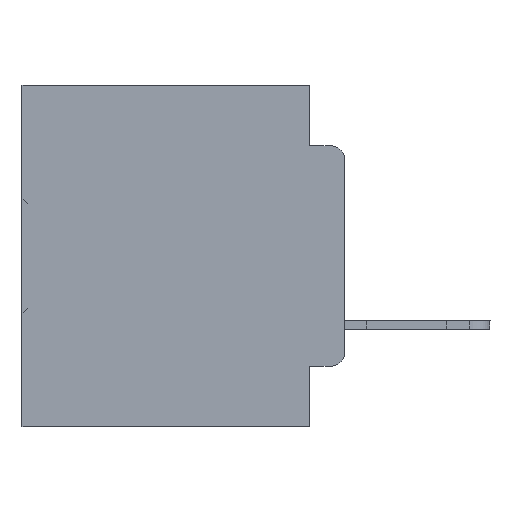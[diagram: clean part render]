
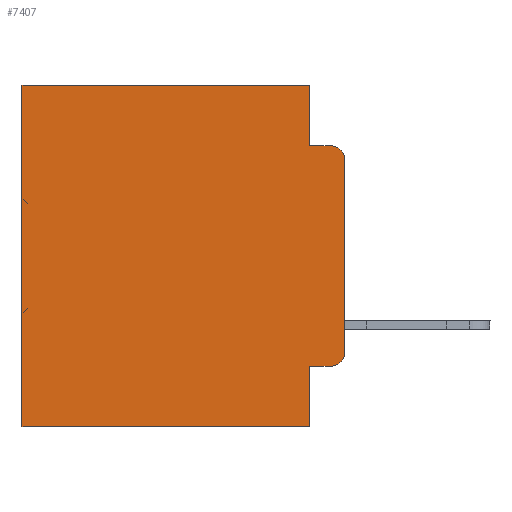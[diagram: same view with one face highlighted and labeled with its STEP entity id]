
A CAD part, left-side view. The second image highlights one B-rep face of the part: STEP entity #7407.
In plain terms, the highlighted planar face has unit normal (-1, 0, 0).
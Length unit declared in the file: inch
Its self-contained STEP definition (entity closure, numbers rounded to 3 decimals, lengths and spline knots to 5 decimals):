
#128 = CARTESIAN_POINT ( 'NONE',  ( 0.298, 0.02, -0.0885 ) ) ;
#691 = CARTESIAN_POINT ( 'NONE',  ( 0.298, 0., -0.3915 ) ) ;
#984 = DIRECTION ( 'NONE',  ( 0., -1., 0. ) ) ;
#998 = CARTESIAN_POINT ( 'NONE',  ( 0.298, 0.051, -0.4115 ) ) ;
#2021 = ORIENTED_EDGE ( 'NONE', *, *, #17486, .F. ) ;
#2142 = CARTESIAN_POINT ( 'NONE',  ( 0.298, 0., 0. ) ) ;
#2174 = VERTEX_POINT ( 'NONE', #21256 ) ;
#2591 = ORIENTED_EDGE ( 'NONE', *, *, #10216, .T. ) ;
#4409 = ORIENTED_EDGE ( 'NONE', *, *, #26775, .T. ) ;
#4537 = DIRECTION ( 'NONE',  ( 0., -1., 0. ) ) ;
#6622 = LINE ( 'NONE', #29302, #22535 ) ;
#6656 = DIRECTION ( 'NONE',  ( -1., 0., 0. ) ) ;
#7136 = EDGE_CURVE ( 'NONE', #35941, #7959, #25178, .T. ) ;
#7333 = CIRCLE ( 'NONE', #35924, 0.02 ) ;
#7407 = ADVANCED_FACE ( 'NONE', ( #11081 ), #33158, .F. ) ;
#7672 = CARTESIAN_POINT ( 'NONE',  ( 0.298, 0.473, -0.5 ) ) ;
#7745 = VECTOR ( 'NONE', #4537, 39.37008 ) ;
#7959 = VERTEX_POINT ( 'NONE', #19044 ) ;
#8036 = VERTEX_POINT ( 'NONE', #32873 ) ;
#8633 = ORIENTED_EDGE ( 'NONE', *, *, #9632, .F. ) ;
#9591 = AXIS2_PLACEMENT_3D ( 'NONE', #29289, #6656, #18245 ) ;
#9632 = EDGE_CURVE ( 'NONE', #7959, #34455, #24099, .T. ) ;
#9982 = VECTOR ( 'NONE', #34803, 39.37008 ) ;
#10216 = EDGE_CURVE ( 'NONE', #11231, #32059, #7333, .T. ) ;
#10521 = DIRECTION ( 'NONE',  ( 0., 0., -1. ) ) ;
#11081 = FACE_OUTER_BOUND ( 'NONE', #31706, .T. ) ;
#11231 = VERTEX_POINT ( 'NONE', #32626 ) ;
#11401 = DIRECTION ( 'NONE',  ( 0., 0., -1. ) ) ;
#12819 = CARTESIAN_POINT ( 'NONE',  ( 0.298, 0., 0. ) ) ;
#12877 = ORIENTED_EDGE ( 'NONE', *, *, #29675, .T. ) ;
#13852 = EDGE_CURVE ( 'NONE', #21899, #34455, #6622, .T. ) ;
#13870 = ORIENTED_EDGE ( 'NONE', *, *, #7136, .F. ) ;
#13890 = LINE ( 'NONE', #12819, #26655 ) ;
#14312 = VERTEX_POINT ( 'NONE', #128 ) ;
#14722 = VECTOR ( 'NONE', #32675, 39.37008 ) ;
#17486 = EDGE_CURVE ( 'NONE', #2174, #14312, #23131, .T. ) ;
#17873 = EDGE_CURVE ( 'NONE', #8036, #2174, #32298, .T. ) ;
#18233 = LINE ( 'NONE', #26772, #34484 ) ;
#18245 = DIRECTION ( 'NONE',  ( 0., 0., -1. ) ) ;
#19044 = CARTESIAN_POINT ( 'NONE',  ( 0.298, 0.051, -0.5 ) ) ;
#19424 = ORIENTED_EDGE ( 'NONE', *, *, #13852, .T. ) ;
#20340 = DIRECTION ( 'NONE',  ( -1., 0., 0. ) ) ;
#20794 = LINE ( 'NONE', #20854, #23834 ) ;
#20854 = CARTESIAN_POINT ( 'NONE',  ( 0.298, 0., 0. ) ) ;
#21256 = CARTESIAN_POINT ( 'NONE',  ( 0.298, 0.051, -0.0885 ) ) ;
#21557 = CARTESIAN_POINT ( 'NONE',  ( 0.298, 0.051, 0. ) ) ;
#21899 = VERTEX_POINT ( 'NONE', #26401 ) ;
#22300 = CARTESIAN_POINT ( 'NONE',  ( 0.298, 0., -0.1085 ) ) ;
#22389 = CIRCLE ( 'NONE', #9591, 0.02 ) ;
#22513 = EDGE_CURVE ( 'NONE', #8036, #21899, #20794, .T. ) ;
#22535 = VECTOR ( 'NONE', #23532, 39.37008 ) ;
#23131 = LINE ( 'NONE', #29637, #7745 ) ;
#23310 = ORIENTED_EDGE ( 'NONE', *, *, #22513, .T. ) ;
#23532 = DIRECTION ( 'NONE',  ( 0., 0., -1. ) ) ;
#23834 = VECTOR ( 'NONE', #29439, 39.37008 ) ;
#24099 = LINE ( 'NONE', #31971, #9982 ) ;
#25178 = LINE ( 'NONE', #30757, #36182 ) ;
#26218 = DIRECTION ( 'NONE',  ( 0., 0., -1. ) ) ;
#26401 = CARTESIAN_POINT ( 'NONE',  ( 0.298, 0.473, 0. ) ) ;
#26655 = VECTOR ( 'NONE', #29704, 39.37008 ) ;
#26772 = CARTESIAN_POINT ( 'NONE',  ( 0.298, 0.051, -0.4115 ) ) ;
#26775 = EDGE_CURVE ( 'NONE', #35540, #14312, #22389, .T. ) ;
#27078 = ORIENTED_EDGE ( 'NONE', *, *, #17873, .F. ) ;
#27385 = AXIS2_PLACEMENT_3D ( 'NONE', #2142, #27442, #10521 ) ;
#27442 = DIRECTION ( 'NONE',  ( 1., 0., 0. ) ) ;
#28172 = EDGE_CURVE ( 'NONE', #35540, #32059, #13890, .T. ) ;
#29289 = CARTESIAN_POINT ( 'NONE',  ( 0.298, 0.02, -0.1085 ) ) ;
#29302 = CARTESIAN_POINT ( 'NONE',  ( 0.298, 0.473, 0. ) ) ;
#29439 = DIRECTION ( 'NONE',  ( 0., 1., 0. ) ) ;
#29546 = ORIENTED_EDGE ( 'NONE', *, *, #28172, .F. ) ;
#29637 = CARTESIAN_POINT ( 'NONE',  ( 0.298, 0.051, -0.0885 ) ) ;
#29675 = EDGE_CURVE ( 'NONE', #35941, #11231, #18233, .T. ) ;
#29704 = DIRECTION ( 'NONE',  ( 0., 0., -1. ) ) ;
#30757 = CARTESIAN_POINT ( 'NONE',  ( 0.298, 0.051, 0. ) ) ;
#31706 = EDGE_LOOP ( 'NONE', ( #29546, #4409, #2021, #27078, #23310, #19424, #8633, #13870, #12877, #2591 ) ) ;
#31971 = CARTESIAN_POINT ( 'NONE',  ( 0.298, 0., -0.5 ) ) ;
#32059 = VERTEX_POINT ( 'NONE', #691 ) ;
#32298 = LINE ( 'NONE', #21557, #14722 ) ;
#32626 = CARTESIAN_POINT ( 'NONE',  ( 0.298, 0.02, -0.4115 ) ) ;
#32675 = DIRECTION ( 'NONE',  ( 0., 0., -1. ) ) ;
#32873 = CARTESIAN_POINT ( 'NONE',  ( 0.298, 0.051, 0. ) ) ;
#33158 = PLANE ( 'NONE',  #27385 ) ;
#34455 = VERTEX_POINT ( 'NONE', #7672 ) ;
#34484 = VECTOR ( 'NONE', #984, 39.37008 ) ;
#34802 = CARTESIAN_POINT ( 'NONE',  ( 0.298, 0.02, -0.3915 ) ) ;
#34803 = DIRECTION ( 'NONE',  ( 0., 1., 0. ) ) ;
#35540 = VERTEX_POINT ( 'NONE', #22300 ) ;
#35924 = AXIS2_PLACEMENT_3D ( 'NONE', #34802, #20340, #26218 ) ;
#35941 = VERTEX_POINT ( 'NONE', #998 ) ;
#36182 = VECTOR ( 'NONE', #11401, 39.37008 ) ;
